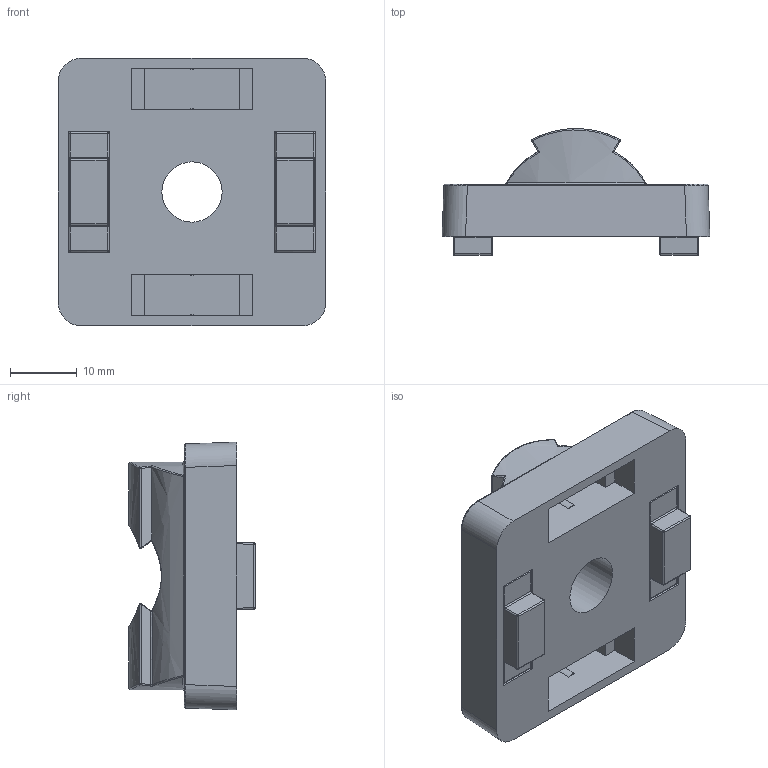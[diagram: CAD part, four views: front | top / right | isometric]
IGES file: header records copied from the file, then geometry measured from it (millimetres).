
Global section: file name: 700439; native system: Autodesk Inventor 2021; preprocessor: unknown; author: Spacek; date: 20201210.173551; units: millimetre
Bounding box: 40 x 18.9 x 40 mm (x, y, z)
Volume: 13030.6 mm3; surface area: 7585.5 mm2
Topology: 3 solids, 3 shells, 293 faces, 689 edges, 375 vertices
Faces by surface type: bspline 293
